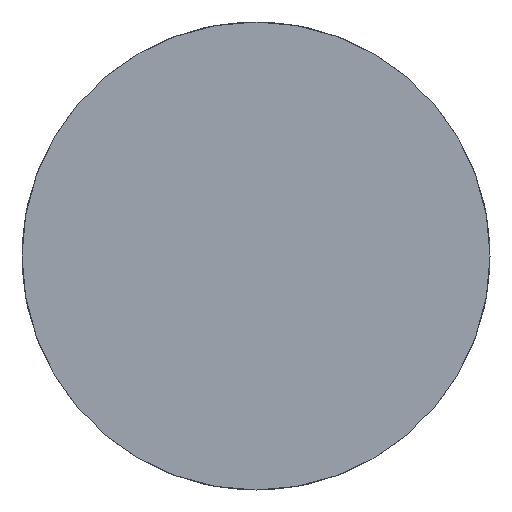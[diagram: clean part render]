
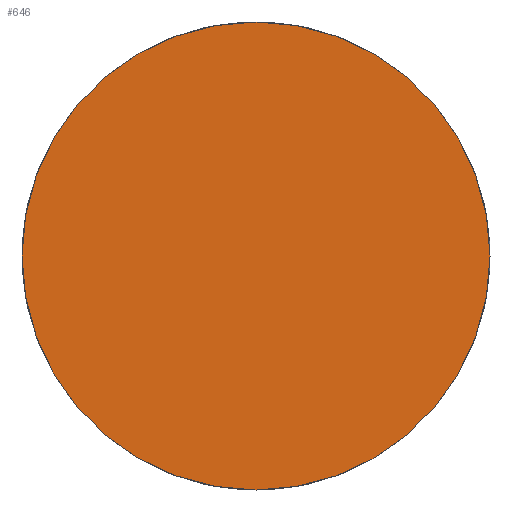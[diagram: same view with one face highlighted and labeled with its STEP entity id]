
A CAD part, front view. The second image highlights one B-rep face of the part: STEP entity #646.
In plain terms, the highlighted planar face has unit normal (0, -1, 0).
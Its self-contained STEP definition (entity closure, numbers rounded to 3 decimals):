
#169=FACE_OUTER_BOUND('',#208,.T.);
#208=EDGE_LOOP('',(#475));
#244=CIRCLE('',#715,15.);
#284=VERTEX_POINT('',#1909);
#357=EDGE_CURVE('',#284,#284,#244,.T.);
#475=ORIENTED_EDGE('',*,*,#357,.F.);
#614=PLANE('',#714);
#646=ADVANCED_FACE('',(#169),#614,.F.);
#714=AXIS2_PLACEMENT_3D('',#1908,#802,#803);
#715=AXIS2_PLACEMENT_3D('',#1910,#804,#805);
#802=DIRECTION('center_axis',(0.,1.,0.));
#803=DIRECTION('ref_axis',(0.,0.,1.));
#804=DIRECTION('center_axis',(0.,1.,0.));
#805=DIRECTION('ref_axis',(-1.,0.,0.));
#1908=CARTESIAN_POINT('Origin',(0.,0.,0.));
#1909=CARTESIAN_POINT('',(15.,0.,0.));
#1910=CARTESIAN_POINT('Origin',(0.,0.,0.));
